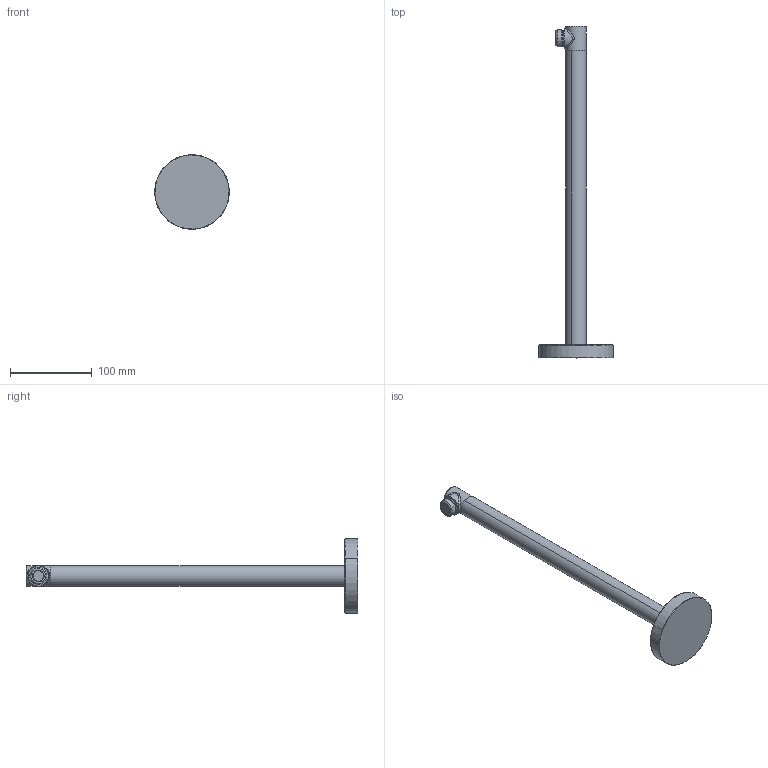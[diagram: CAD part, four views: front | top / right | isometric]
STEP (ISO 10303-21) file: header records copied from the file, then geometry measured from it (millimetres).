
FILE_DESCRIPTION(('CAx-IF Rec.Pracs.---Model Styling and Organization---1.2---2011-12-15','CAx-IF Rec.Pracs.---Geometric and Assembly Validation Properties---4.1---2014-06-16','CAx-IF Rec.Pracs.---PMI Polyline Presentation---2.0---2013-05-24'),'2;1');
FILE_NAME('1000111911_PPR_000.stp','2017-01-26T14:03:54+01:00',(''),(''),'STEP Interface 4.0.1101 by CT CoreTechnologie','3D_Evolution4.0.1101 by CT CoreTechnologie','');
FILE_SCHEMA(('AP203_CONFIGURATION_CONTROLLED_3D_DESIGN_OF_MECHANICAL_PARTS_AND_ASSEMBLIES_MIM_LF'));
Length unit declared in the file: millimetre
Products named in the file (4): P_2 AX Brausearm 390mm chrom 1000111911_PPR_000_A0; P_2 Rohr Brausearm KB Royal 1000111903_PPA_000_A0; P_2 Anschluss Brausearm KB Royal 1000111905_PPA_000_A0; P_2 Rosette Brausearm KB Royal 1000111909_PPA_000_A0
Assembly tree (3 placements, depth 2):
  P_2 AX Brausearm 390mm chrom 1000111911_PPR_000_A0
    P_2 Rohr Brausearm KB Royal 1000111903_PPA_000_A0
    P_2 Anschluss Brausearm KB Royal 1000111905_PPA_000_A0
    P_2 Rosette Brausearm KB Royal 1000111909_PPA_000_A0
Bounding box: 90.97 x 405 x 90.97 mm (x, y, z)
Volume: 300559.4 mm3; surface area: 51102.1 mm2
Topology: 3 solids, 3 shells, 50 faces, 97 edges, 56 vertices
Faces by surface type: bspline 27, cylinder 13, plane 10
Entity records: 3535 total; most frequent: CARTESIAN_POINT 1724, DIRECTION 211, ORIENTED_EDGE 194, EDGE_CURVE 97, AXIS2_PLACEMENT_3D 93, CIRCLE 66, VERTEX_POINT 56, EDGE_LOOP 53
